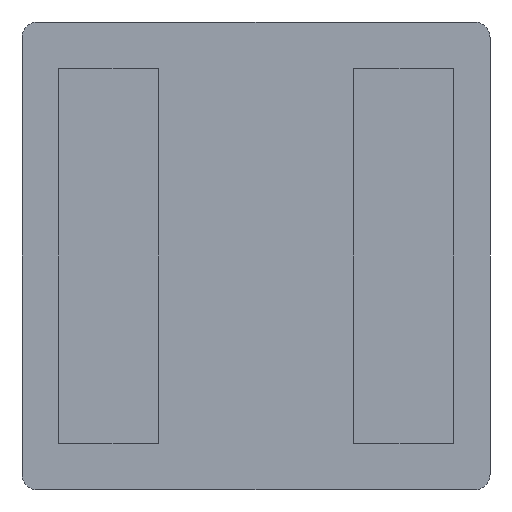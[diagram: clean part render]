
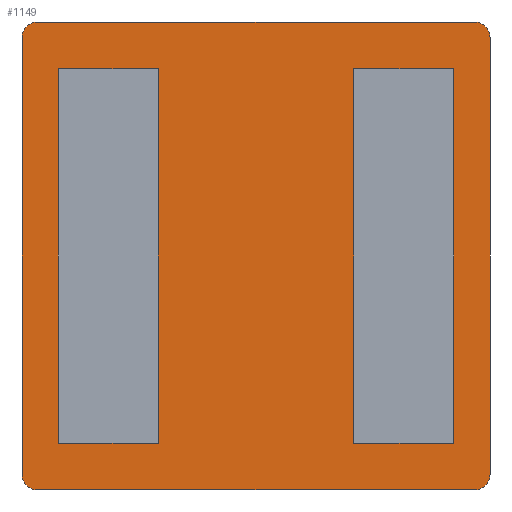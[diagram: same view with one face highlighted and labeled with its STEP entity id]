
A CAD part, front view. The second image highlights one B-rep face of the part: STEP entity #1149.
In plain terms, the highlighted planar face has unit normal (0, -1, 0).
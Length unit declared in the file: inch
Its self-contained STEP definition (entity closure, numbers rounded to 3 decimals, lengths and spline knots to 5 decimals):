
#19 = ORIENTED_EDGE ( 'NONE', *, *, #1323, .T. ) ;
#93 = VERTEX_POINT ( 'NONE', #214 ) ;
#109 = VECTOR ( 'NONE', #787, 39.37008 ) ;
#138 = CIRCLE ( 'NONE', #1036, 0.01 ) ;
#142 = DIRECTION ( 'NONE',  ( 0., -1., 0. ) ) ;
#148 = VECTOR ( 'NONE', #1066, 39.37008 ) ;
#165 = ORIENTED_EDGE ( 'NONE', *, *, #525, .T. ) ;
#211 = CARTESIAN_POINT ( 'NONE',  ( 0.1475, 0.0031, 0.1375 ) ) ;
#214 = CARTESIAN_POINT ( 'NONE',  ( 0.1475, 0.0031, -0.1375 ) ) ;
#222 = DIRECTION ( 'NONE',  ( 0., 1., 0. ) ) ;
#247 = CARTESIAN_POINT ( 'NONE',  ( 0.1475, 0.0031, -0.1475 ) ) ;
#278 = ORIENTED_EDGE ( 'NONE', *, *, #585, .T. ) ;
#279 = EDGE_CURVE ( 'NONE', #1182, #1165, #138, .T. ) ;
#280 = VECTOR ( 'NONE', #963, 39.37008 ) ;
#359 = DIRECTION ( 'NONE',  ( 0., -1., 0. ) ) ;
#382 = DIRECTION ( 'NONE',  ( 0., -1., 0. ) ) ;
#395 = CARTESIAN_POINT ( 'NONE',  ( 0.1375, 0.0031, -0.1375 ) ) ;
#464 = CARTESIAN_POINT ( 'NONE',  ( 0.1375, 0.0031, 0.1475 ) ) ;
#471 = ORIENTED_EDGE ( 'NONE', *, *, #279, .T. ) ;
#483 = ORIENTED_EDGE ( 'NONE', *, *, #1532, .T. ) ;
#485 = LINE ( 'NONE', #247, #148 ) ;
#487 = CARTESIAN_POINT ( 'NONE',  ( -0.1475, 0.0031, 0.1475 ) ) ;
#525 = EDGE_CURVE ( 'NONE', #93, #1127, #485, .T. ) ;
#551 = EDGE_CURVE ( 'NONE', #1542, #93, #1469, .T. ) ;
#552 = CARTESIAN_POINT ( 'NONE',  ( -0.1475, 0.0031, 0.1375 ) ) ;
#573 = DIRECTION ( 'NONE',  ( 0., -1., 0. ) ) ;
#585 = EDGE_CURVE ( 'NONE', #875, #1182, #1135, .T. ) ;
#621 = DIRECTION ( 'NONE',  ( -1., 0., 0. ) ) ;
#653 = LINE ( 'NONE', #1594, #280 ) ;
#699 = LINE ( 'NONE', #487, #1329 ) ;
#710 = EDGE_LOOP ( 'NONE', ( #1555, #972, #165, #1223, #483, #19, #278, #471 ) ) ;
#740 = CARTESIAN_POINT ( 'NONE',  ( -0.1375, 0.0031, -0.1475 ) ) ;
#787 = DIRECTION ( 'NONE',  ( 0., 0., -1. ) ) ;
#823 = CIRCLE ( 'NONE', #931, 0.01 ) ;
#875 = VERTEX_POINT ( 'NONE', #552 ) ;
#931 = AXIS2_PLACEMENT_3D ( 'NONE', #1129, #359, #1249 ) ;
#963 = DIRECTION ( 'NONE',  ( 1., 0., 0. ) ) ;
#969 = EDGE_CURVE ( 'NONE', #1165, #1542, #653, .T. ) ;
#972 = ORIENTED_EDGE ( 'NONE', *, *, #551, .T. ) ;
#992 = EDGE_CURVE ( 'NONE', #1127, #1280, #1285, .T. ) ;
#995 = PLANE ( 'NONE',  #1382 ) ;
#1036 = AXIS2_PLACEMENT_3D ( 'NONE', #1151, #382, #1273 ) ;
#1042 = DIRECTION ( 'NONE',  ( 0., 0., 1. ) ) ;
#1066 = DIRECTION ( 'NONE',  ( 0., 0., 1. ) ) ;
#1117 = DIRECTION ( 'NONE',  ( 0., 0., 1. ) ) ;
#1127 = VERTEX_POINT ( 'NONE', #211 ) ;
#1129 = CARTESIAN_POINT ( 'NONE',  ( -0.1375, 0.0031, 0.1375 ) ) ;
#1133 = CARTESIAN_POINT ( 'NONE',  ( -0.1375, 0.0031, 0.1475 ) ) ;
#1135 = LINE ( 'NONE', #1426, #109 ) ;
#1149 = ADVANCED_FACE ( 'NONE', ( #1559 ), #995, .F. ) ;
#1151 = CARTESIAN_POINT ( 'NONE',  ( -0.1375, 0.0031, -0.1375 ) ) ;
#1165 = VERTEX_POINT ( 'NONE', #740 ) ;
#1182 = VERTEX_POINT ( 'NONE', #1503 ) ;
#1223 = ORIENTED_EDGE ( 'NONE', *, *, #992, .T. ) ;
#1249 = DIRECTION ( 'NONE',  ( 0., 0., 1. ) ) ;
#1273 = DIRECTION ( 'NONE',  ( 0., 0., 1. ) ) ;
#1280 = VERTEX_POINT ( 'NONE', #464 ) ;
#1285 = CIRCLE ( 'NONE', #1588, 0.01 ) ;
#1323 = EDGE_CURVE ( 'NONE', #1500, #875, #823, .T. ) ;
#1329 = VECTOR ( 'NONE', #621, 39.37008 ) ;
#1337 = CARTESIAN_POINT ( 'NONE',  ( 0.1375, 0.0031, 0.1375 ) ) ;
#1357 = CARTESIAN_POINT ( 'NONE',  ( 0., 0.0031, 0. ) ) ;
#1382 = AXIS2_PLACEMENT_3D ( 'NONE', #1357, #222, #1117 ) ;
#1403 = AXIS2_PLACEMENT_3D ( 'NONE', #395, #142, #1042 ) ;
#1426 = CARTESIAN_POINT ( 'NONE',  ( -0.1475, 0.0031, -0.1475 ) ) ;
#1469 = CIRCLE ( 'NONE', #1403, 0.01 ) ;
#1473 = DIRECTION ( 'NONE',  ( 0., 0., 1. ) ) ;
#1500 = VERTEX_POINT ( 'NONE', #1133 ) ;
#1503 = CARTESIAN_POINT ( 'NONE',  ( -0.1475, 0.0031, -0.1375 ) ) ;
#1532 = EDGE_CURVE ( 'NONE', #1280, #1500, #699, .T. ) ;
#1542 = VERTEX_POINT ( 'NONE', #1657 ) ;
#1555 = ORIENTED_EDGE ( 'NONE', *, *, #969, .T. ) ;
#1559 = FACE_OUTER_BOUND ( 'NONE', #710, .T. ) ;
#1588 = AXIS2_PLACEMENT_3D ( 'NONE', #1337, #573, #1473 ) ;
#1594 = CARTESIAN_POINT ( 'NONE',  ( -0.1475, 0.0031, -0.1475 ) ) ;
#1657 = CARTESIAN_POINT ( 'NONE',  ( 0.1375, 0.0031, -0.1475 ) ) ;
